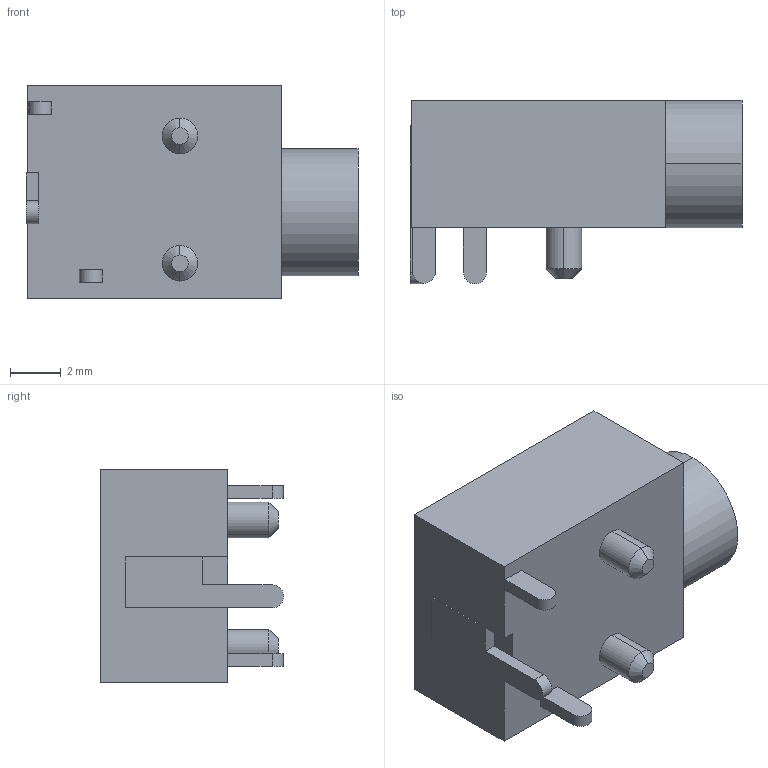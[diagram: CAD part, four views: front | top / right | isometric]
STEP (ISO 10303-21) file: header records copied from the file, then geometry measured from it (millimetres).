
FILE_DESCRIPTION (( 'STEP AP214' ), '1' );
FILE_NAME ('CUI_MJ-2509N.step', '2017-08-15T21:07:18', ( '' ), ( '' ), 'SwSTEP 2.0', 'SolidWorks 2017', '' );
FILE_SCHEMA (( 'AUTOMOTIVE_DESIGN' ));
Length unit declared in the file: millimetre
Products named in the file (1): CUI_MJ-2509N
Bounding box: 13.05 x 7.2 x 8.4 mm (x, y, z)
Volume: 471.3 mm3; surface area: 479.7 mm2
Topology: 2 solids, 2 shells, 45 faces, 102 edges, 66 vertices
Faces by surface type: plane 30, cylinder 11, cone 4
Entity records: 1596 total; most frequent: DIRECTION 222, CARTESIAN_POINT 214, ORIENTED_EDGE 204, EDGE_CURVE 102, VECTOR 74, AXIS2_PLACEMENT_3D 74, LINE 74, VERTEX_POINT 66
